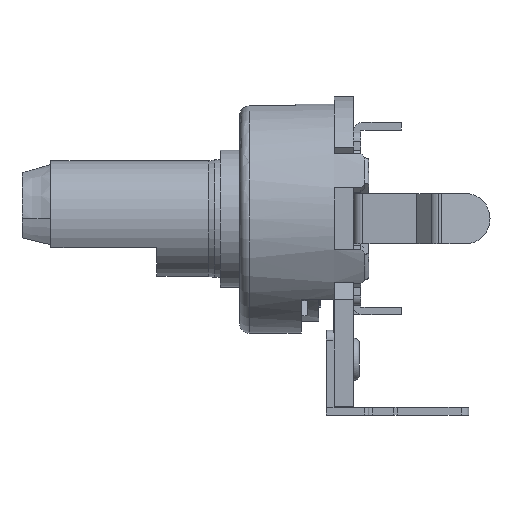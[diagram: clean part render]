
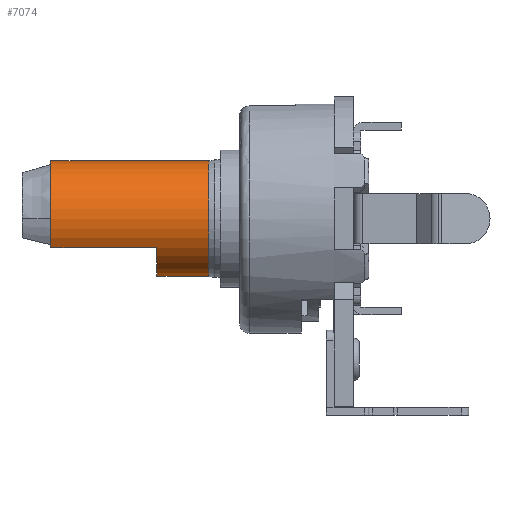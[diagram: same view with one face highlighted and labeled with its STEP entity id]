
A CAD part, left-side view. The second image highlights one B-rep face of the part: STEP entity #7074.
In plain terms, the highlighted cylindrical face has radius 3 mm (diameter 6 mm), a partial arc.
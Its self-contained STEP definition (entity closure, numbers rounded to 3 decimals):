
#84 = VERTEX_POINT ( 'NONE', #22253 ) ;
#205 = ORIENTED_EDGE ( 'NONE', *, *, #4333, .F. ) ;
#226 = EDGE_CURVE ( 'NONE', #7735, #19220, #21378, .T. ) ;
#1373 = CARTESIAN_POINT ( 'NONE',  ( 0., 3.3, -3. ) ) ;
#1938 = LINE ( 'NONE', #9260, #16597 ) ;
#2443 = LINE ( 'NONE', #6990, #12013 ) ;
#3806 = FACE_OUTER_BOUND ( 'NONE', #16882, .T. ) ;
#3831 = CARTESIAN_POINT ( 'NONE',  ( -2.598, 3.3, -1.5 ) ) ;
#4333 = EDGE_CURVE ( 'NONE', #15490, #84, #5115, .T. ) ;
#5115 = LINE ( 'NONE', #20452, #19721 ) ;
#5987 = CIRCLE ( 'NONE', #24478, 3. ) ;
#6143 = DIRECTION ( 'NONE',  ( 0., -1., 0. ) ) ;
#6842 = DIRECTION ( 'NONE',  ( 0., 1., 0. ) ) ;
#6958 = DIRECTION ( 'NONE',  ( 0., 1., 0. ) ) ;
#6990 = CARTESIAN_POINT ( 'NONE',  ( 0., -8.652, -3. ) ) ;
#7074 = ADVANCED_FACE ( 'NONE', ( #3806 ), #18424, .F. ) ;
#7735 = VERTEX_POINT ( 'NONE', #3831 ) ;
#8448 = AXIS2_PLACEMENT_3D ( 'NONE', #20644, #20619, #20590 ) ;
#8846 = ORIENTED_EDGE ( 'NONE', *, *, #8900, .F. ) ;
#8900 = EDGE_CURVE ( 'NONE', #23333, #7735, #1938, .T. ) ;
#8985 = ORIENTED_EDGE ( 'NONE', *, *, #10856, .T. ) ;
#9033 = DIRECTION ( 'NONE',  ( 0., -1., 0. ) ) ;
#9260 = CARTESIAN_POINT ( 'NONE',  ( -2.598, -8.652, -1.5 ) ) ;
#9548 = DIRECTION ( 'NONE',  ( 0., 0., 1. ) ) ;
#9593 = DIRECTION ( 'NONE',  ( 0., -1., 0. ) ) ;
#9624 = CARTESIAN_POINT ( 'NONE',  ( 0., 8.8, 0. ) ) ;
#9714 = AXIS2_PLACEMENT_3D ( 'NONE', #18809, #18848, #19675 ) ;
#10448 = CARTESIAN_POINT ( 'NONE',  ( 0., 0.6, -3. ) ) ;
#10628 = EDGE_CURVE ( 'NONE', #84, #23333, #12325, .T. ) ;
#10856 = EDGE_CURVE ( 'NONE', #12917, #19220, #2443, .T. ) ;
#12001 = ORIENTED_EDGE ( 'NONE', *, *, #226, .F. ) ;
#12013 = VECTOR ( 'NONE', #6958, 1000. ) ;
#12123 = EDGE_CURVE ( 'NONE', #15490, #12917, #5987, .T. ) ;
#12325 = CIRCLE ( 'NONE', #21441, 3. ) ;
#12917 = VERTEX_POINT ( 'NONE', #10448 ) ;
#15490 = VERTEX_POINT ( 'NONE', #17128 ) ;
#15567 = CARTESIAN_POINT ( 'NONE',  ( -2.598, 8.8, -1.5 ) ) ;
#16597 = VECTOR ( 'NONE', #9033, 1000. ) ;
#16882 = EDGE_LOOP ( 'NONE', ( #22211, #8985, #12001, #8846, #23138, #205 ) ) ;
#17128 = CARTESIAN_POINT ( 'NONE',  ( 0., 0.6, 3. ) ) ;
#17570 = CARTESIAN_POINT ( 'NONE',  ( 0., 0.6, 0. ) ) ;
#18424 = CYLINDRICAL_SURFACE ( 'NONE', #9714, 3. ) ;
#18809 = CARTESIAN_POINT ( 'NONE',  ( 0., -8.652, 0. ) ) ;
#18848 = DIRECTION ( 'NONE',  ( 0., 1., 0. ) ) ;
#19220 = VERTEX_POINT ( 'NONE', #1373 ) ;
#19491 = DIRECTION ( 'NONE',  ( 0., 0., -1. ) ) ;
#19675 = DIRECTION ( 'NONE',  ( 0., 0., 1. ) ) ;
#19721 = VECTOR ( 'NONE', #6842, 1000. ) ;
#20452 = CARTESIAN_POINT ( 'NONE',  ( 0., -8.652, 3. ) ) ;
#20590 = DIRECTION ( 'NONE',  ( 0., 0., 1. ) ) ;
#20619 = DIRECTION ( 'NONE',  ( 0., -1., 0. ) ) ;
#20644 = CARTESIAN_POINT ( 'NONE',  ( 0., 3.3, 0. ) ) ;
#21378 = CIRCLE ( 'NONE', #8448, 3. ) ;
#21441 = AXIS2_PLACEMENT_3D ( 'NONE', #9624, #9593, #9548 ) ;
#22211 = ORIENTED_EDGE ( 'NONE', *, *, #12123, .T. ) ;
#22253 = CARTESIAN_POINT ( 'NONE',  ( 0., 8.8, 3. ) ) ;
#23138 = ORIENTED_EDGE ( 'NONE', *, *, #10628, .F. ) ;
#23333 = VERTEX_POINT ( 'NONE', #15567 ) ;
#24478 = AXIS2_PLACEMENT_3D ( 'NONE', #17570, #6143, #19491 ) ;
